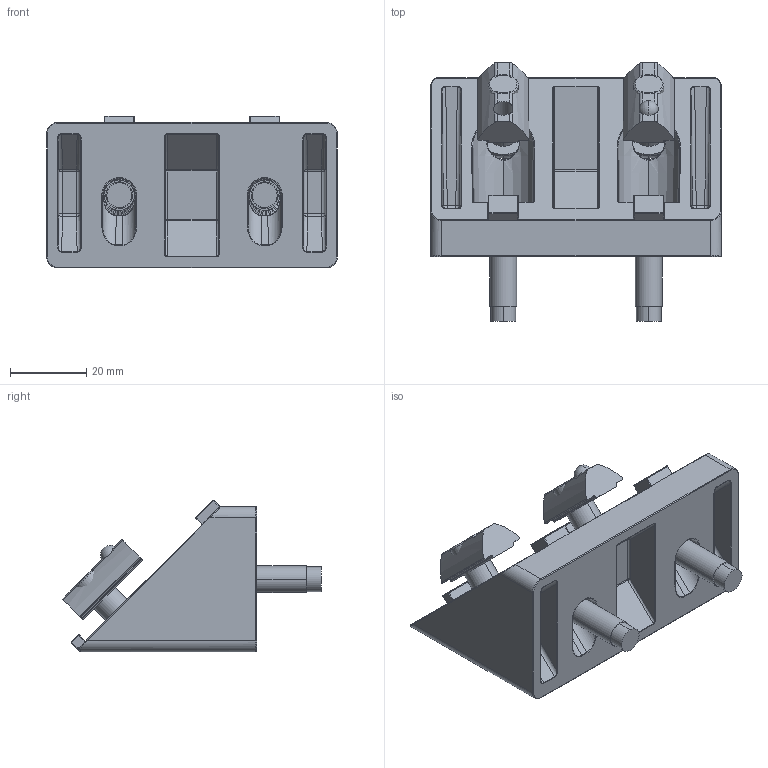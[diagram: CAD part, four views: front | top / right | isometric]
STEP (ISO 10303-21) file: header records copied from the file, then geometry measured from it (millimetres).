
FILE_DESCRIPTION (( 'STEP AP203' ), '1' );
FILE_NAME ('151108.step', '2025-02-27T18:17:42', ( '' ), ( '' ), 'SwSTEP 2.0', 'SolidWorks 2024', '' );
FILE_SCHEMA (( 'CONFIG_CONTROL_DESIGN' ));
Length unit declared in the file: inch
Products named in the file (1): 151108
Bounding box: 76.2 x 67.82 x 39.78 mm (x, y, z)
Volume: 59525 mm3; surface area: 26690.9 mm2
Topology: 8 solids, 10 shells, 787 faces, 1952 edges, 1151 vertices
Faces by surface type: plane 331, cylinder 232, bspline 100, sphere 54, cone 42, torus 28
Entity records: 28220 total; most frequent: CARTESIAN_POINT 10765, ORIENTED_EDGE 3798, DIRECTION 3539, EDGE_CURVE 1899, AXIS2_PLACEMENT_3D 1338, VERTEX_POINT 1144, LINE 863, VECTOR 863
